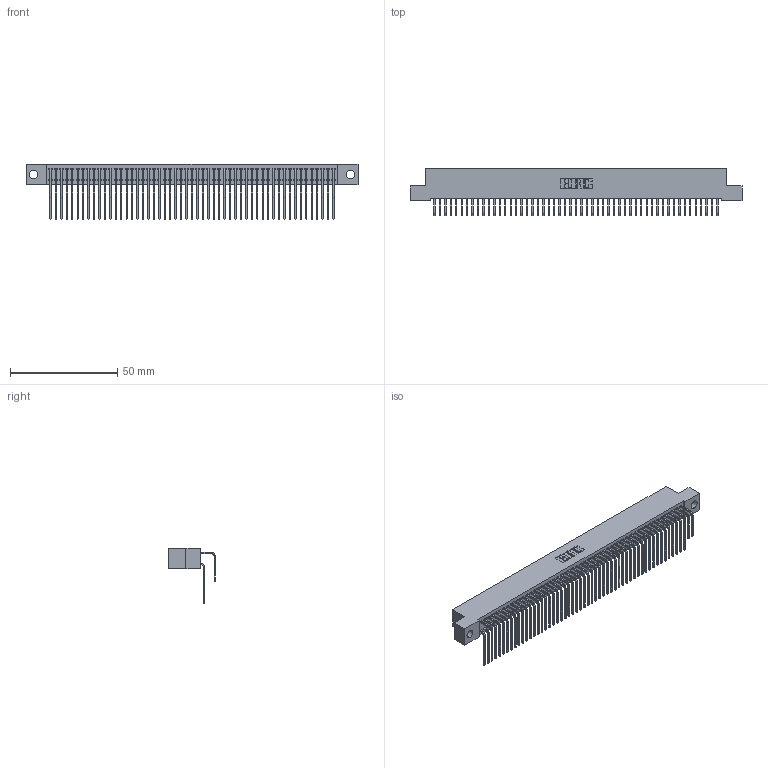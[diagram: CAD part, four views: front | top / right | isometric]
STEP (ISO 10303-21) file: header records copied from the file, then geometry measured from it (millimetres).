
FILE_DESCRIPTION (( 'STEP AP203' ), '1' );
FILE_NAME ('342-106-558-204.STEP', '2019-10-04T19:26:26', ( '' ), ( '' ), 'SwSTEP 2.0', 'SolidWorks 2016', '' );
FILE_SCHEMA (( 'CONFIG_CONTROL_DESIGN' ));
Length unit declared in the file: inch
Products named in the file (4): 345-292-001_558 559 Tail - 1; 345-292-001_558 Tail - 2; 342-106-558-204; 342 Part_.156 TH
Assembly tree (107 placements, depth 2):
  342-106-558-204
    342 Part_.156 TH
    345-292-001_558 559 Tail - 1  x53
    345-292-001_558 Tail - 2  x53
Bounding box: 154.94 x 21.91 x 25.78 mm (x, y, z)
Volume: 14497.9 mm3; surface area: 26460.3 mm2
Topology: 107 solids, 107 shells, 5834 faces, 17365 edges, 11434 vertices
Faces by surface type: plane 4094, cylinder 1740
Entity records: 34329 total; most frequent: CARTESIAN_POINT 5725, ORIENTED_EDGE 5610, DIRECTION 4853, EDGE_CURVE 2805, VECTOR 2637, LINE 2637, VERTEX_POINT 1866, AXIS2_PLACEMENT_3D 1108
